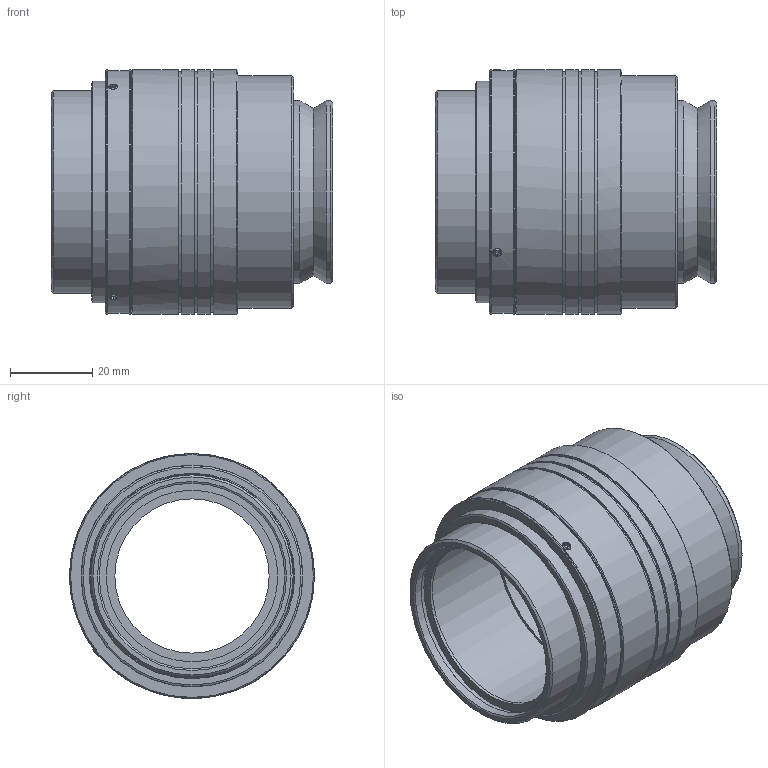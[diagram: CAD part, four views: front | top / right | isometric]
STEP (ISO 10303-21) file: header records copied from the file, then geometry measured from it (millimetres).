
FILE_DESCRIPTION(/* description */ (''),/* implementation_level */ '2;1');
FILE_NAME(/* name */ '81205M1_0.stp',/* time_stamp */ '2019-01-02T10:56:44-05:00',/* author */ ('BONAFEDE'),/* organization */ ('NAVITAR'),/* preprocessor_version */ 'ST-DEVELOPER v17',/* originating_system */ 'Autodesk Inventor 2019',/* authorisation */ '');
FILE_SCHEMA (('AUTOMOTIVE_DESIGN { 1 0 10303 214 3 1 1 }'));
Length unit declared in the file: inch
Products named in the file (1): Part14
Bounding box: 68.55 x 59.69 x 59.69 mm (x, y, z)
Volume: 52670.2 mm3; surface area: 51927.2 mm2
Topology: 1 solids, 5 shells, 188 faces, 475 edges, 334 vertices
Faces by surface type: plane 87, cylinder 61, cone 37, bspline 3
Full cylindrical faces by diameter (mm): 1.146 x3, 1.6 x1, 1.702 x4, 2.464 x1, 3.162 x1, 37.592 x1, 39.37 x1, 41.808 x1, 44.323 x1, 44.45 x2, 45.188 x1, 45.822 x1, 46.052 x1, 46.482 x1, 46.52 x1, 46.965 x1, 47.6 x1, 47.824 x1, 49.289 x1, 50.051 x1, 50.063 x1, 53.088 x1, 53.111 x1, 53.467 x1, 53.947 x1, 53.988 x2, 54 x1, 56.642 x1, 58.674 x3, 59.182 x1
Entity records: 6577 total; most frequent: CARTESIAN_POINT 1704, DIRECTION 1019, ORIENTED_EDGE 944, EDGE_CURVE 472, AXIS2_PLACEMENT_3D 408, VERTEX_POINT 334, EDGE_LOOP 238, CIRCLE 216
